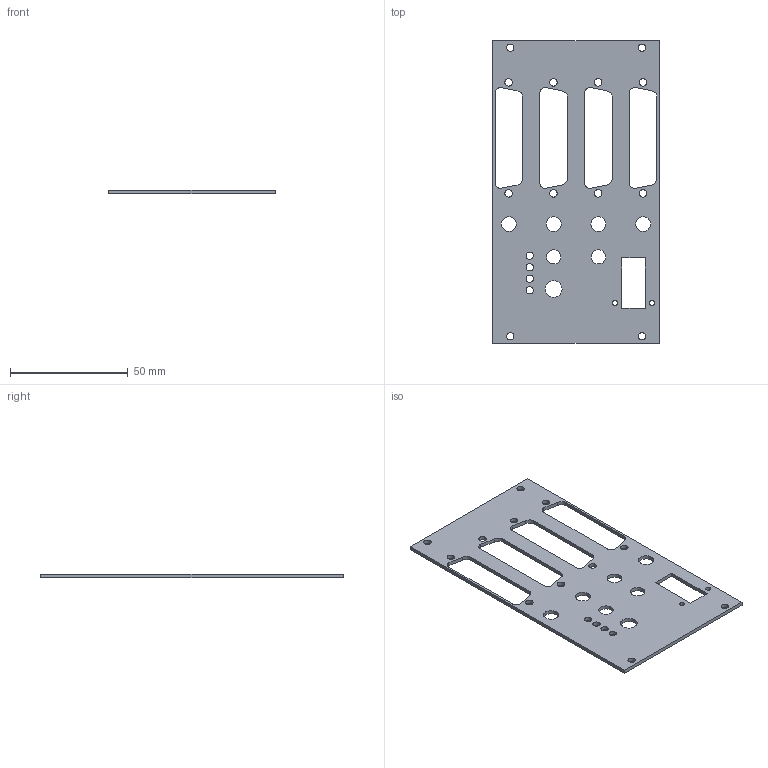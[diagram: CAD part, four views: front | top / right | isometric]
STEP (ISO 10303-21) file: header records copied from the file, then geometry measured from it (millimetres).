
FILE_DESCRIPTION(('KiCad electronic assembly'),'2;1');
FILE_NAME('4x_laser_controller_fp.step','2022-11-09T19:25:47',('Pcbnew') ,('Kicad'),'Open CASCADE STEP processor 7.5','KiCad to STEP converter' ,'Unknown');
FILE_SCHEMA(('AUTOMOTIVE_DESIGN { 1 0 10303 214 1 1 1 1 }'));
Length unit declared in the file: millimetre
Products named in the file (2): 4x_laser_controller_fp 1; _autosave-4x_laser_controller_fp PCB
Assembly tree (1 placements, depth 2):
  4x_laser_controller_fp 1
    _autosave-4x_laser_controller_fp PCB
Bounding box: 70.8 x 128.5 x 1.6 mm (x, y, z)
Volume: 10587 mm3; surface area: 15124.8 mm2
Topology: 1 solids, 1 shells, 67 faces, 195 edges, 130 vertices
Faces by surface type: cylinder 41, plane 26
Full cylindrical faces by diameter (mm): 2.1 x2, 3.1 x8, 3.2 x8, 6.1 x2, 6.35 x4, 7.1 x1
Entity records: 5199 total; most frequent: CARTESIAN_POINT 1276, DIRECTION 723, LINE 421, VECTOR 421, ORIENTED_EDGE 390, PCURVE 390, DEFINITIONAL_REPRESENTATION 390, EDGE_CURVE 195
